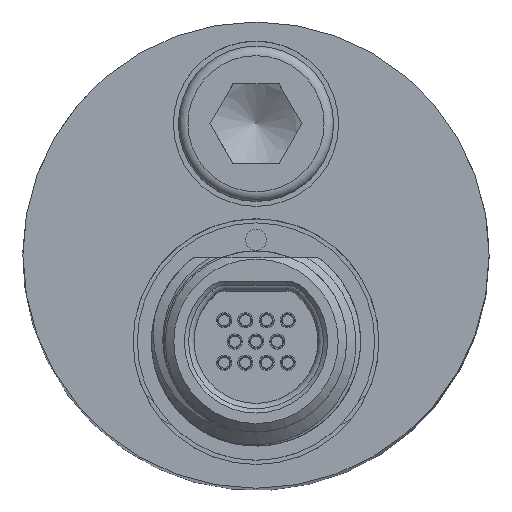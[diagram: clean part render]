
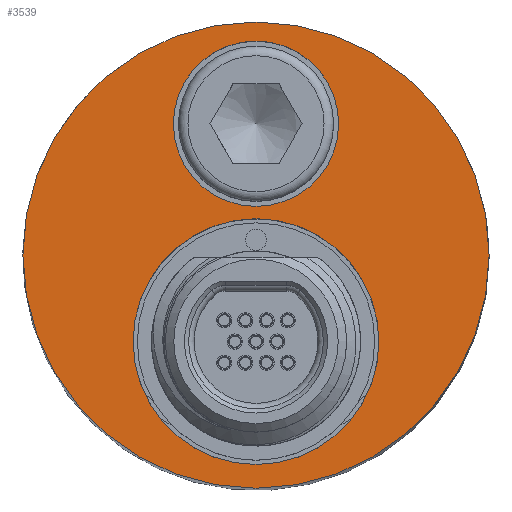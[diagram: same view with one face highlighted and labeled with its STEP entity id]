
A CAD part, top view. The second image highlights one B-rep face of the part: STEP entity #3539.
In plain terms, the highlighted planar face has unit normal (0, 0, 1).
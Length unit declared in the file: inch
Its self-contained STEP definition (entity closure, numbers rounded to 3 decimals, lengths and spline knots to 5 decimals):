
#427=FACE_BOUND('',#1178,.T.);
#428=FACE_BOUND('',#1179,.T.);
#684=CIRCLE('',#3984,0.275);
#685=CIRCLE('',#3993,0.145);
#686=CIRCLE('',#3994,0.145);
#687=CIRCLE('',#3996,0.0975);
#688=CIRCLE('',#3997,0.0975);
#760=PLANE('',#3998);
#952=FACE_OUTER_BOUND('',#1177,.T.);
#1177=EDGE_LOOP('',(#3081));
#1178=EDGE_LOOP('',(#3082,#3083));
#1179=EDGE_LOOP('',(#3084,#3085));
#1577=VERTEX_POINT('',#8986);
#1582=VERTEX_POINT('',#9033);
#1583=VERTEX_POINT('',#9034);
#1584=VERTEX_POINT('',#9039);
#1585=VERTEX_POINT('',#9040);
#2067=EDGE_CURVE('',#1577,#1577,#684,.T.);
#2080=EDGE_CURVE('',#1582,#1583,#685,.T.);
#2081=EDGE_CURVE('',#1583,#1582,#686,.T.);
#2083=EDGE_CURVE('',#1584,#1585,#687,.T.);
#2084=EDGE_CURVE('',#1585,#1584,#688,.T.);
#3081=ORIENTED_EDGE('',*,*,#2067,.T.);
#3082=ORIENTED_EDGE('',*,*,#2080,.T.);
#3083=ORIENTED_EDGE('',*,*,#2081,.T.);
#3084=ORIENTED_EDGE('',*,*,#2083,.T.);
#3085=ORIENTED_EDGE('',*,*,#2084,.T.);
#3539=ADVANCED_FACE('',(#952,#427,#428),#760,.T.);
#3984=AXIS2_PLACEMENT_3D('',#8987,#4989,#4990);
#3993=AXIS2_PLACEMENT_3D('',#9035,#5016,#5017);
#3994=AXIS2_PLACEMENT_3D('',#9036,#5018,#5019);
#3996=AXIS2_PLACEMENT_3D('',#9041,#5023,#5024);
#3997=AXIS2_PLACEMENT_3D('',#9042,#5025,#5026);
#3998=AXIS2_PLACEMENT_3D('',#9044,#5028,#5029);
#4989=DIRECTION('center_axis',(0.,0.,
1.));
#4990=DIRECTION('ref_axis',(-1.,0.,0.));
#5016=DIRECTION('center_axis',(0.,0.,
-1.));
#5017=DIRECTION('ref_axis',(1.,0.,0.));
#5018=DIRECTION('center_axis',(0.,0.,
-1.));
#5019=DIRECTION('ref_axis',(1.,0.,0.));
#5023=DIRECTION('center_axis',(0.,0.,
-1.));
#5024=DIRECTION('ref_axis',(1.,0.,0.));
#5025=DIRECTION('center_axis',(0.,0.,
-1.));
#5026=DIRECTION('ref_axis',(1.,0.,0.));
#5028=DIRECTION('center_axis',(0.,0.,
1.));
#5029=DIRECTION('ref_axis',(1.,0.,0.));
#8986=CARTESIAN_POINT('',(0.275,0.,0.152));
#8987=CARTESIAN_POINT('Origin',(0.,0.,
0.152));
#9033=CARTESIAN_POINT('',(0.145,-0.102,0.152));
#9034=CARTESIAN_POINT('',(-0.145,-0.102,0.152));
#9035=CARTESIAN_POINT('Origin',(0.,-0.102,0.152));
#9036=CARTESIAN_POINT('Origin',(0.,-0.102,0.152));
#9039=CARTESIAN_POINT('',(0.0975,0.155,0.152));
#9040=CARTESIAN_POINT('',(-0.0975,0.155,0.152));
#9041=CARTESIAN_POINT('Origin',(0.,0.155,0.152));
#9042=CARTESIAN_POINT('Origin',(0.,0.155,0.152));
#9044=CARTESIAN_POINT('Origin',(0.,0.,
0.152));
